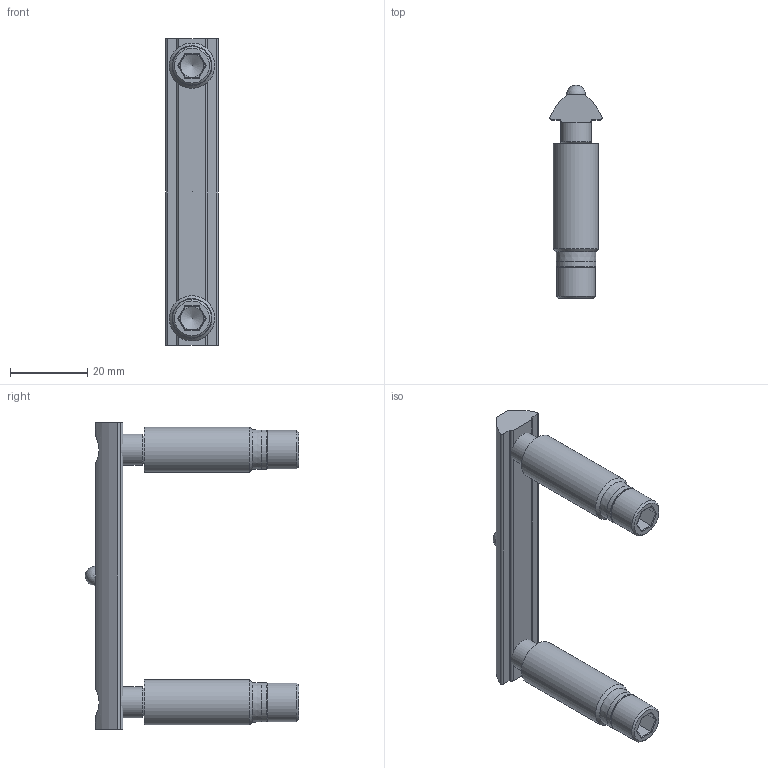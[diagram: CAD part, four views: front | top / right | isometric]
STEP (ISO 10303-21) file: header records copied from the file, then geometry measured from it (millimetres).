
FILE_DESCRIPTION(/* description */ ('KriTec Systemverbinder 8 80 Raster 40 für Profile schwer Mammut'),/* implementation_level */ '2;1');
FILE_NAME(/* name */ '13908_KriTec_Systemverbinder_8_80_Raster_40_fuer_Profile_schwer_Mammut.stp',/* time_stamp */ '2021-08-06T09:39:20+02:00',/* author */ ('jendrek'),/* organization */ (''),/* preprocessor_version */ 'ST-DEVELOPER v17',/* originating_system */ 'Autodesk Inventor 2018',/* authorisation */ '');
FILE_SCHEMA (('AUTOMOTIVE_DESIGN { 1 0 10303 214 3 1 1 }'));
Length unit declared in the file: millimetre
Products named in the file (6): 13908; 13908_0; 0; 1; 13904_4; 13904_1
Assembly tree (7 placements, depth 3):
  13908
    13908_0
      0
      1
    13904_1  x2
    13904_4  x2
Bounding box: 13.5 x 55.18 x 79.4 mm (x, y, z)
Volume: 12810.6 mm3; surface area: 10291.8 mm2
Topology: 6 solids, 6 shells, 134 faces, 355 edges, 228 vertices
Faces by surface type: plane 59, cylinder 53, cone 21, sphere 1
Full cylindrical faces by diameter (mm): 5 x1, 6.647 x2, 7 x2, 8 x2, 8.3 x2, 10 x2, 10.2 x2, 11.75 x2
Entity records: 3102 total; most frequent: CARTESIAN_POINT 700, DIRECTION 506, ORIENTED_EDGE 462, EDGE_CURVE 231, AXIS2_PLACEMENT_3D 200, VERTEX_POINT 152, LINE 106, VECTOR 106
